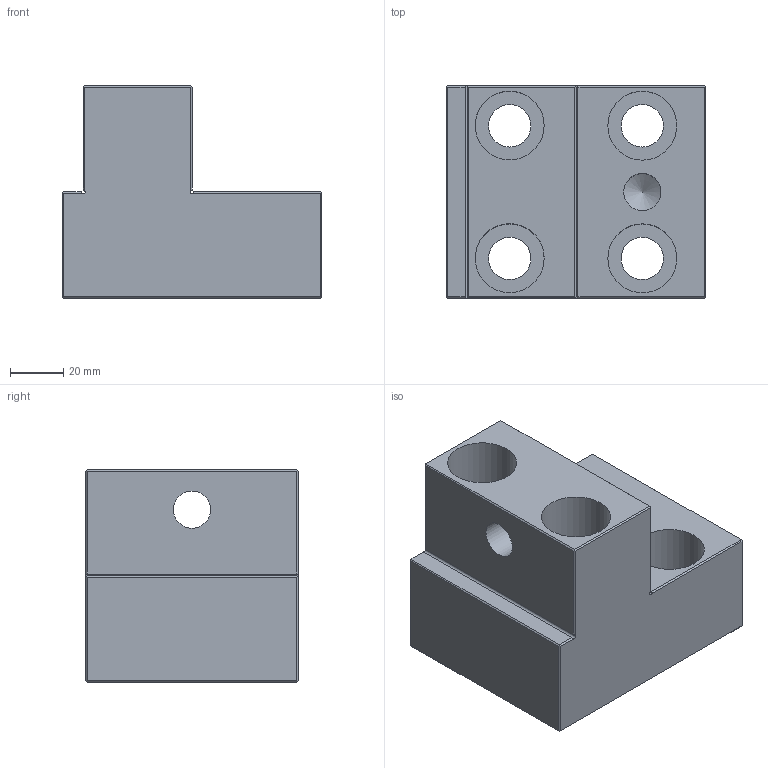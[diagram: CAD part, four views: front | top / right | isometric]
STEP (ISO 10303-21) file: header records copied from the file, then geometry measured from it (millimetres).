
FILE_DESCRIPTION( ( 'Unknown' ), '1' );
FILE_NAME( 'SU13-1640.stp', 'Unknown', ( 'Unknown' ), ( 'Unknown' ), 'XStep 1.0', 'Unknown', ' ' );
FILE_SCHEMA( ( 'CONFIG_CONTROL_DESIGN' ) );
Length unit declared in the file: millimetre
Products named in the file (1): 1
Bounding box: 98 x 80 x 80 mm (x, y, z)
Volume: 326109.5 mm3; surface area: 58503.6 mm2
Topology: 1 solids, 1 shells, 53 faces, 138 edges, 91 vertices
Faces by surface type: plane 36, cylinder 12, cone 5
Full cylindrical faces by diameter (mm): 14 x2, 16 x4, 26 x4
Entity records: 1590 total; most frequent: DIRECTION 264, CARTESIAN_POINT 263, ORIENTED_EDGE 240, EDGE_CURVE 120, AXIS2_PLACEMENT_3D 90, VERTEX_POINT 89, LINE 84, VECTOR 84
